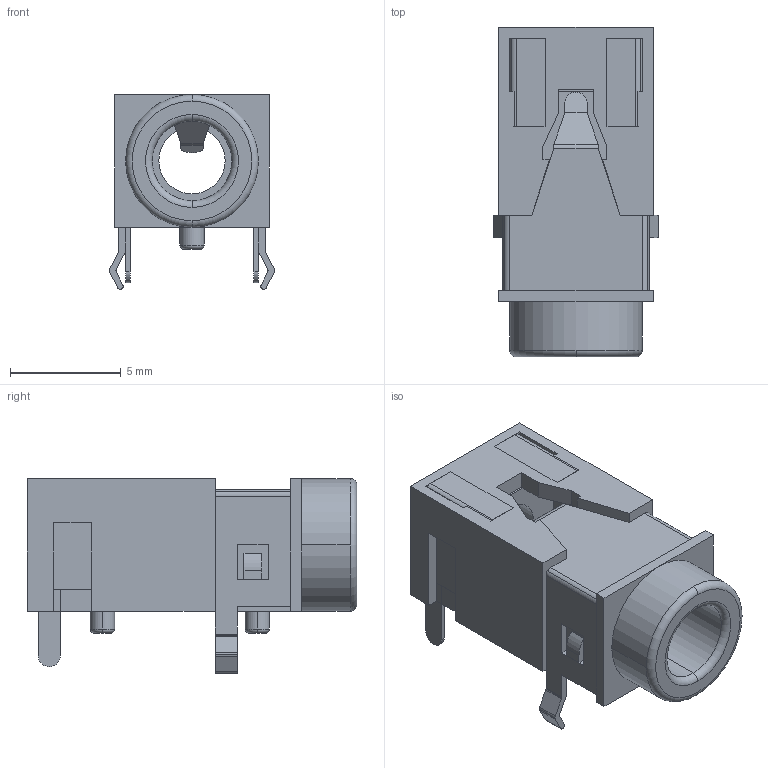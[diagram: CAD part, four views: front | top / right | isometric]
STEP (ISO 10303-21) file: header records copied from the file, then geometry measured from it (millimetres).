
FILE_DESCRIPTION (( 'STEP AP203' ), '1' );
FILE_NAME ('Audio Jack 3.5 mm.STEP', '2022-07-05T14:05:16', ( '' ), ( '' ), 'SwSTEP 2.0', 'SolidWorks 2021', '' );
FILE_SCHEMA (( 'CONFIG_CONTROL_DESIGN' ));
Length unit declared in the file: millimetre
Products named in the file (5): Kontakt most.step.STEP; Audio Jack 3.5 mm; Audio Jack 3.5 mm  Cliff FC68125.step.STEP; Kontakt 1.step.STEP; Telo konektora.step.STEP
Assembly tree (4 placements, depth 3):
  Audio Jack 3.5 mm
    Audio Jack 3.5 mm  Cliff FC68125.step.STEP
      Telo konektora.step.STEP
      Kontakt most.step.STEP
      Kontakt 1.step.STEP
Bounding box: 7.47 x 14.9 x 8.81 mm (x, y, z)
Volume: 317.6 mm3; surface area: 1018.5 mm2
Topology: 4 solids, 4 shells, 196 faces, 538 edges, 347 vertices
Faces by surface type: plane 140, cylinder 48, torus 8
Entity records: 6719 total; most frequent: CARTESIAN_POINT 1089, ORIENTED_EDGE 1076, DIRECTION 1062, EDGE_CURVE 538, LINE 422, VECTOR 422, VERTEX_POINT 347, AXIS2_PLACEMENT_3D 320
